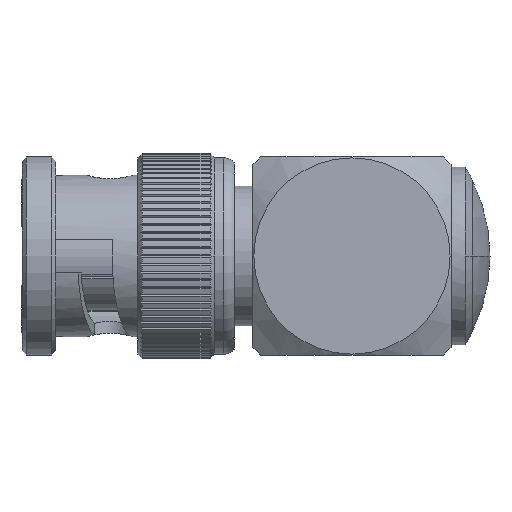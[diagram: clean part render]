
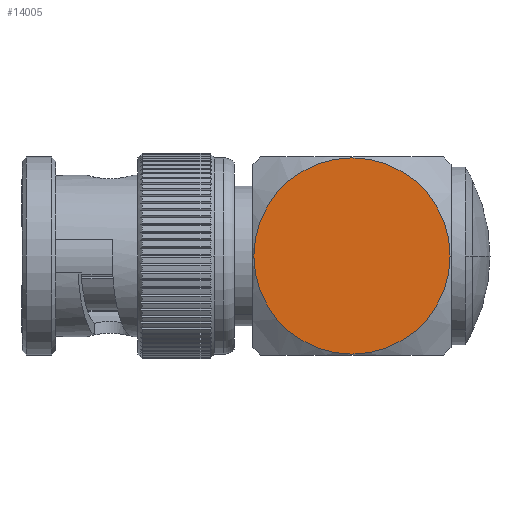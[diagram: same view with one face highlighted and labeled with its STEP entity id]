
A CAD part, left-side view. The second image highlights one B-rep face of the part: STEP entity #14005.
In plain terms, the highlighted planar face has unit normal (-1, 0, 0).
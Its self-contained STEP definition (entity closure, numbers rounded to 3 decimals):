
#283 = CIRCLE ( 'NONE', #7306, 6.935 ) ;
#734 = ORIENTED_EDGE ( 'NONE', *, *, #4024, .F. ) ;
#954 = CARTESIAN_POINT ( 'NONE',  ( -0.36, 6.776, -7. ) ) ;
#2190 = VERTEX_POINT ( 'NONE', #5466 ) ;
#4024 = EDGE_CURVE ( 'NONE', #2190, #6679, #7714, .T. ) ;
#5230 = ORIENTED_EDGE ( 'NONE', *, *, #11469, .F. ) ;
#5278 = DIRECTION ( 'NONE',  ( 0., 0., 1. ) ) ;
#5466 = CARTESIAN_POINT ( 'NONE',  ( -0.36, 6.776, -13.935 ) ) ;
#5820 = EDGE_LOOP ( 'NONE', ( #734, #5230 ) ) ;
#6679 = VERTEX_POINT ( 'NONE', #7715 ) ;
#7178 = CARTESIAN_POINT ( 'NONE',  ( -0.36, 6.776, -7. ) ) ;
#7232 = DIRECTION ( 'NONE',  ( 0., 0., 1. ) ) ;
#7306 = AXIS2_PLACEMENT_3D ( 'NONE', #954, #8741, #5278 ) ;
#7714 = CIRCLE ( 'NONE', #11585, 6.935 ) ;
#7715 = CARTESIAN_POINT ( 'NONE',  ( -0.36, 6.776, -0.065 ) ) ;
#8341 = DIRECTION ( 'NONE',  ( 1., 0., 0. ) ) ;
#8612 = PLANE ( 'NONE',  #8824 ) ;
#8741 = DIRECTION ( 'NONE',  ( 1., 0., 0. ) ) ;
#8824 = AXIS2_PLACEMENT_3D ( 'NONE', #14356, #14264, #9770 ) ;
#9602 = FACE_OUTER_BOUND ( 'NONE', #5820, .T. ) ;
#9770 = DIRECTION ( 'NONE',  ( 0., 0., 1. ) ) ;
#11469 = EDGE_CURVE ( 'NONE', #6679, #2190, #283, .T. ) ;
#11585 = AXIS2_PLACEMENT_3D ( 'NONE', #7178, #8341, #7232 ) ;
#14005 = ADVANCED_FACE ( 'NONE', ( #9602 ), #8612, .T. ) ;
#14264 = DIRECTION ( 'NONE',  ( -1., 0., 0. ) ) ;
#14356 = CARTESIAN_POINT ( 'NONE',  ( -0.36, -0.224, -14. ) ) ;
